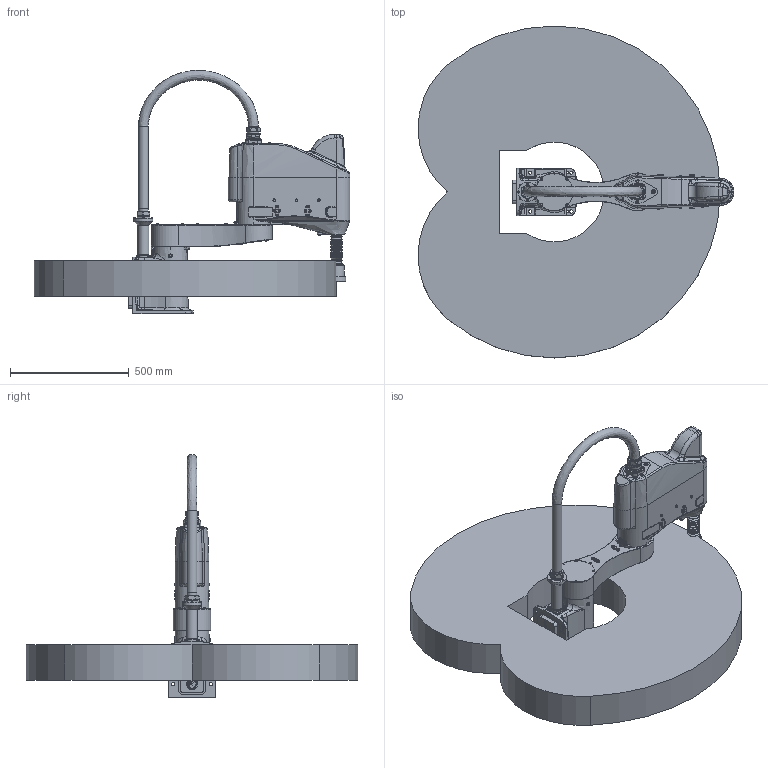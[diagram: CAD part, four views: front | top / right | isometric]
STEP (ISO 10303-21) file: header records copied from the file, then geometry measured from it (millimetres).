
FILE_DESCRIPTION(/* description */ ('Norm.iam Teamplte','CAx-IF Rec.Pracs.---Representation and Presentation of Product Manufacturing Information (PMI)---3.8---2014-02-18'),/* implementation_level */ '2;1');
FILE_NAME(/* name */ '3D-model_AT_00020-HND.stp',/* time_stamp */ '2023-09-27T11:54:27+02:00',/* author */ ('josha-tim.penalver'),/* organization */ (''),/* preprocessor_version */ 'ST-DEVELOPER v16.5',/* originating_system */ 'Autodesk Inventor 2017',/* authorisation */ '');
FILE_SCHEMA (('AP242_MANAGED_MODEL_BASED_3D_ENGINEERING_MIM_LF { 1 0 10303 442 1 1 4 }'));
Products named in the file (8): AT_00020-HND_DUMMY sCara4-1000-6kg; MT_WST00114831 Dummy Grundgestell; MT_WST00115051 Schwinge DUMMY; MT_WST00114833 Dummy Arm; MT_WST00114836 Dummy Spindel; MT_WST00114837 Dummy Faltenbalg; MT_WST00114558 Arbeitsbereich; MT_WST00115052 Kabelbaum DUMMY
Assembly tree (8 placements, depth 2):
  AT_00020-HND_DUMMY sCara4-1000-6kg
    MT_WST00114831 Dummy Grundgestell
    MT_WST00115051 Schwinge DUMMY
    MT_WST00114833 Dummy Arm
    MT_WST00114836 Dummy Spindel
    MT_WST00114837 Dummy Faltenbalg  x2
    MT_WST00114558 Arbeitsbereich
    MT_WST00115052 Kabelbaum DUMMY
Bounding box: 1332.48 x 1400 x 1025.51 mm (x, y, z)
Volume: 227386279.2 mm3; surface area: 5086563.2 mm2
Topology: 8 solids, 8 shells, 2409 faces, 5781 edges, 3563 vertices
Faces by surface type: plane 979, cylinder 523, cone 470, bspline 303, torus 89, sphere 45
Full cylindrical faces by diameter (mm): 4 x4, 4.6 x12, 4.917 x5, 5.8 x1, 5.9 x20, 6 x1, 8 x2, 8.5 x16, 9.2 x8, 10 x4, 13.5 x8, 14 x1, 16 x1, 17 x1, 17.5 x1, 18 x2, 25 x6, 26.093 x1, 30 x2, 32 x2, 41.8 x2, 43 x1, 45 x2, 46.5 x2, 47 x1, 50 x23, 52.5 x1, 66 x3, 80 x2, 94 x4
Entity records: 79116 total; most frequent: CARTESIAN_POINT 27278, ORIENTED_EDGE 10252, DIRECTION 10042, EDGE_CURVE 5126, AXIS2_PLACEMENT_3D 4057, VERTEX_POINT 3296, EDGE_LOOP 2768, FACE_OUTER_BOUND 2285
